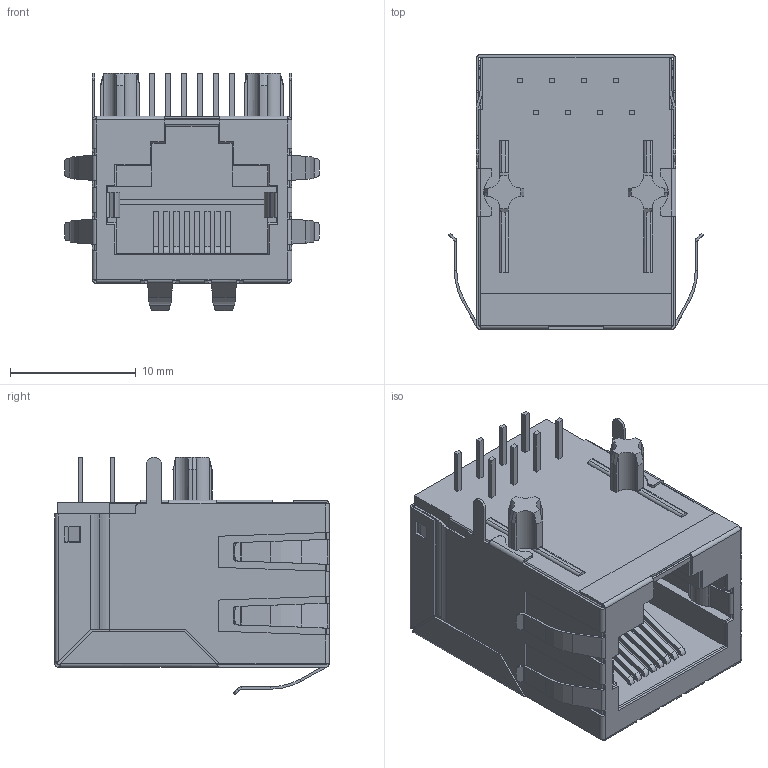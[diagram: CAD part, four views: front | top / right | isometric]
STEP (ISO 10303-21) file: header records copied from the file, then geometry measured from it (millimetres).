
FILE_DESCRIPTION(('STEP AP214'),'1');
FILE_NAME('45854.stp','2014-10-28T19:04:03',('TraceParts'),('TraceParts S.A.'),'XStep 1.0',' ',' ');
FILE_SCHEMA(('automotive_design'));
Length unit declared in the file: millimetre
Products named in the file (2): Assem1|insulator;insulator; Assem1|shielding;shielding
Bounding box: 20.28 x 21.84 x 18.93 mm (x, y, z)
Volume: 3404.4 mm3; surface area: 4882.9 mm2
Topology: 2 solids, 2 shells, 688 faces, 1785 edges, 1088 vertices
Faces by surface type: plane 413, cylinder 211, bspline 48, cone 12, sphere 4
Entity records: 28105 total; most frequent: CARTESIAN_POINT 4749, ORIENTED_EDGE 3562, DIRECTION 3259, EDGE_CURVE 1781, LINE 1283, VECTOR 1283, STYLED_ITEM 1215, PRESENTATION_STYLE_ASSIGNMENT 1215
